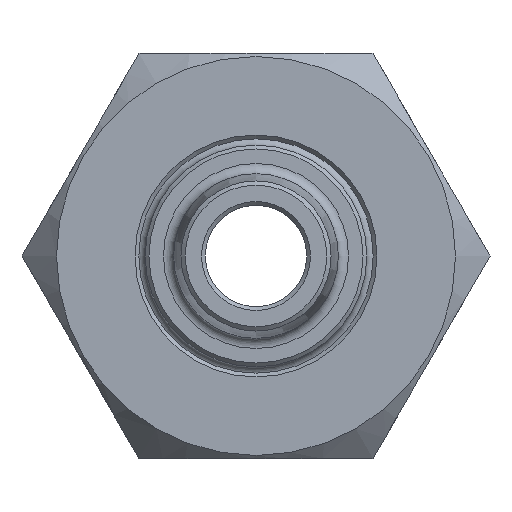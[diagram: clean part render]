
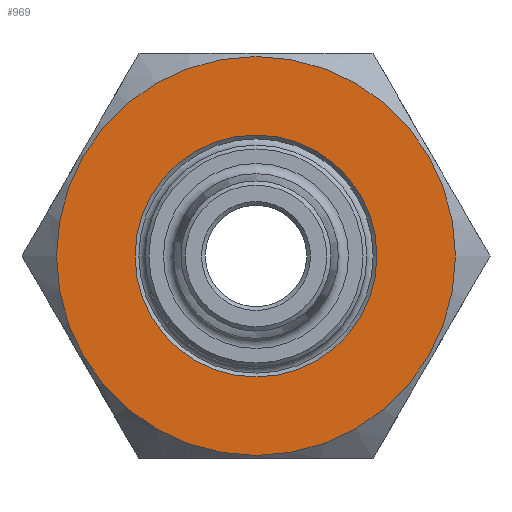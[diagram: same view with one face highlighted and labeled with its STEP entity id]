
A CAD part, left-side view. The second image highlights one B-rep face of the part: STEP entity #969.
In plain terms, the highlighted planar face has unit normal (-1, 0, 0).
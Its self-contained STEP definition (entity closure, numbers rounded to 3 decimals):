
#47=FACE_BOUND('',#165,.T.);
#71=PLANE('',#1116);
#100=FACE_OUTER_BOUND('',#164,.T.);
#164=EDGE_LOOP('',(#701));
#165=EDGE_LOOP('',(#702));
#334=CIRCLE('',#1097,15.75);
#341=CIRCLE('',#1111,9.55);
#427=VERTEX_POINT('',#1650);
#433=VERTEX_POINT('',#1676);
#522=EDGE_CURVE('',#427,#427,#334,.T.);
#534=EDGE_CURVE('',#433,#433,#341,.T.);
#701=ORIENTED_EDGE('',*,*,#522,.T.);
#702=ORIENTED_EDGE('',*,*,#534,.F.);
#969=ADVANCED_FACE('',(#100,#47),#71,.T.);
#1097=AXIS2_PLACEMENT_3D('',#1652,#1257,#1258);
#1111=AXIS2_PLACEMENT_3D('',#1677,#1290,#1291);
#1116=AXIS2_PLACEMENT_3D('',#1687,#1302,#1303);
#1257=DIRECTION('center_axis',(-1.,0.,0.));
#1258=DIRECTION('ref_axis',(0.,1.,0.));
#1290=DIRECTION('center_axis',(-1.,0.,0.));
#1291=DIRECTION('ref_axis',(0.,0.,-1.));
#1302=DIRECTION('center_axis',(-1.,0.,0.));
#1303=DIRECTION('ref_axis',(0.,0.,1.));
#1650=CARTESIAN_POINT('',(-13.5,-15.75,0.));
#1652=CARTESIAN_POINT('Origin',(-13.5,0.,0.));
#1676=CARTESIAN_POINT('',(-13.5,0.,9.55));
#1677=CARTESIAN_POINT('Origin',(-13.5,0.,0.));
#1687=CARTESIAN_POINT('Origin',(-13.5,0.,0.));
